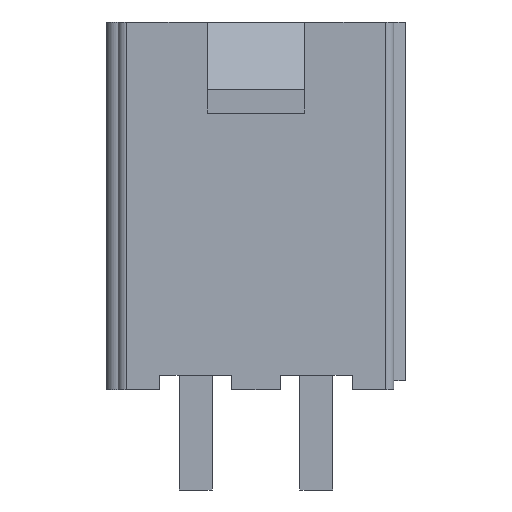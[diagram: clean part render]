
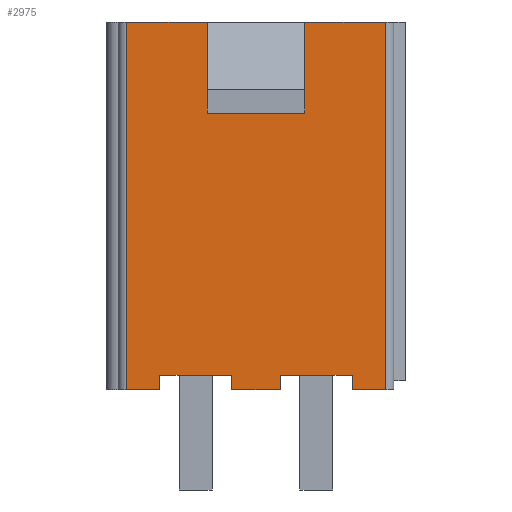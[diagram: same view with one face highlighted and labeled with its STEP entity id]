
A CAD part, front view. The second image highlights one B-rep face of the part: STEP entity #2975.
In plain terms, the highlighted planar face has unit normal (0, -1, 0).
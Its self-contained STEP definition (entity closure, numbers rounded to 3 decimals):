
#52=DIRECTION('',(0.,0.,1.));
#53=VECTOR('',#52,12.8);
#54=CARTESIAN_POINT('',(4.5,-4.8,0.));
#55=LINE('',#54,#53);
#74=DIRECTION('',(1.,0.,0.));
#75=VECTOR('',#74,1.15);
#76=CARTESIAN_POINT('',(3.35,-4.8,0.));
#77=LINE('',#76,#75);
#248=DIRECTION('',(-1.,0.,0.));
#249=VECTOR('',#248,2.5);
#250=CARTESIAN_POINT('',(3.35,-4.8,0.5));
#251=LINE('',#250,#249);
#255=DIRECTION('',(0.,0.,-1.));
#256=VECTOR('',#255,0.5);
#257=CARTESIAN_POINT('',(0.85,-4.8,0.5));
#258=LINE('',#257,#256);
#262=DIRECTION('',(-1.,0.,0.));
#263=VECTOR('',#262,2.5);
#264=CARTESIAN_POINT('',(-0.85,-4.8,0.5));
#265=LINE('',#264,#263);
#269=DIRECTION('',(0.,0.,-1.));
#270=VECTOR('',#269,0.5);
#271=CARTESIAN_POINT('',(-3.35,-4.8,0.5));
#272=LINE('',#271,#270);
#276=DIRECTION('',(1.,0.,0.));
#277=VECTOR('',#276,2.8);
#278=CARTESIAN_POINT('',(-4.5,-4.8,12.8));
#279=LINE('',#278,#277);
#283=DIRECTION('',(1.,0.,0.));
#284=VECTOR('',#283,3.4);
#285=CARTESIAN_POINT('',(-1.7,-4.8,9.75));
#286=LINE('',#285,#284);
#290=DIRECTION('',(0.,0.,1.));
#291=VECTOR('',#290,3.05);
#292=CARTESIAN_POINT('',(1.7,-4.8,9.75));
#293=LINE('',#292,#291);
#297=DIRECTION('',(1.,0.,0.));
#298=VECTOR('',#297,2.8);
#299=CARTESIAN_POINT('',(1.7,-4.8,12.8));
#300=LINE('',#299,#298);
#367=DIRECTION('',(0.,0.,-1.));
#368=VECTOR('',#367,0.5);
#369=CARTESIAN_POINT('',(3.35,-4.8,0.5));
#370=LINE('',#369,#368);
#577=DIRECTION('',(0.,0.,-1.));
#578=VECTOR('',#577,12.8);
#579=CARTESIAN_POINT('',(-4.5,-4.8,12.8));
#580=LINE('',#579,#578);
#592=DIRECTION('',(1.,0.,0.));
#593=VECTOR('',#592,1.15);
#594=CARTESIAN_POINT('',(-4.5,-4.8,0.));
#595=LINE('',#594,#593);
#725=DIRECTION('',(0.,0.,-1.));
#726=VECTOR('',#725,0.5);
#727=CARTESIAN_POINT('',(-0.85,-4.8,0.5));
#728=LINE('',#727,#726);
#739=DIRECTION('',(1.,0.,0.));
#740=VECTOR('',#739,1.7);
#741=CARTESIAN_POINT('',(-0.85,-4.8,0.));
#742=LINE('',#741,#740);
#1527=DIRECTION('',(0.,0.,1.));
#1528=VECTOR('',#1527,3.05);
#1529=CARTESIAN_POINT('',(-1.7,-4.8,9.75));
#1530=LINE('',#1529,#1528);
#2355=CARTESIAN_POINT('',(4.5,-4.8,0.));
#2356=VERTEX_POINT('',#2355);
#2357=CARTESIAN_POINT('',(4.5,-4.8,12.8));
#2358=VERTEX_POINT('',#2357);
#2359=CARTESIAN_POINT('',(0.85,-4.8,0.));
#2361=VERTEX_POINT('',#2359);
#2365=CARTESIAN_POINT('',(-0.85,-4.8,0.));
#2366=VERTEX_POINT('',#2365);
#2369=CARTESIAN_POINT('',(3.35,-4.8,0.));
#2370=VERTEX_POINT('',#2369);
#2372=CARTESIAN_POINT('',(-4.5,-4.8,0.));
#2374=VERTEX_POINT('',#2372);
#2375=CARTESIAN_POINT('',(-3.35,-4.8,0.));
#2376=VERTEX_POINT('',#2375);
#2381=CARTESIAN_POINT('',(0.85,-4.8,0.5));
#2382=VERTEX_POINT('',#2381);
#2401=CARTESIAN_POINT('',(3.35,-4.8,0.5));
#2402=VERTEX_POINT('',#2401);
#2403=CARTESIAN_POINT('',(-0.85,-4.8,0.5));
#2404=VERTEX_POINT('',#2403);
#2405=CARTESIAN_POINT('',(-3.35,-4.8,0.5));
#2406=VERTEX_POINT('',#2405);
#2407=CARTESIAN_POINT('',(-4.5,-4.8,12.8));
#2408=VERTEX_POINT('',#2407);
#2409=CARTESIAN_POINT('',(-1.7,-4.8,12.8));
#2410=VERTEX_POINT('',#2409);
#2411=CARTESIAN_POINT('',(-1.7,-4.8,9.75));
#2412=VERTEX_POINT('',#2411);
#2413=CARTESIAN_POINT('',(1.7,-4.8,9.75));
#2414=VERTEX_POINT('',#2413);
#2415=CARTESIAN_POINT('',(1.7,-4.8,12.8));
#2416=VERTEX_POINT('',#2415);
#2940=CARTESIAN_POINT('',(4.8,-4.8,0.));
#2941=DIRECTION('',(0.,-1.,0.));
#2942=DIRECTION('',(0.,0.,1.));
#2943=AXIS2_PLACEMENT_3D('',#2940,#2941,#2942);
#2944=PLANE('',#2943);
#2945=ORIENTED_EDGE('',*,*,#2781,.F.);
#2946=ORIENTED_EDGE('',*,*,#2799,.F.);
#2948=ORIENTED_EDGE('',*,*,#2947,.F.);
#2950=ORIENTED_EDGE('',*,*,#2949,.T.);
#2952=ORIENTED_EDGE('',*,*,#2951,.T.);
#2954=ORIENTED_EDGE('',*,*,#2953,.F.);
#2956=ORIENTED_EDGE('',*,*,#2955,.F.);
#2958=ORIENTED_EDGE('',*,*,#2957,.T.);
#2960=ORIENTED_EDGE('',*,*,#2959,.T.);
#2962=ORIENTED_EDGE('',*,*,#2961,.F.);
#2964=ORIENTED_EDGE('',*,*,#2963,.F.);
#2965=ORIENTED_EDGE('',*,*,#2863,.T.);
#2967=ORIENTED_EDGE('',*,*,#2966,.F.);
#2969=ORIENTED_EDGE('',*,*,#2968,.T.);
#2971=ORIENTED_EDGE('',*,*,#2970,.T.);
#2972=ORIENTED_EDGE('',*,*,#2859,.T.);
#2973=EDGE_LOOP('',(#2945,#2946,#2948,#2950,#2952,#2954,#2956,#2958,#2960,#2962,
#2964,#2965,#2967,#2969,#2971,#2972));
#2974=FACE_OUTER_BOUND('',#2973,.F.);
#2975=ADVANCED_FACE('',(#2974),#2944,.T.);
#2781=EDGE_CURVE('',#2356,#2358,#55,.T.);
#2799=EDGE_CURVE('',#2370,#2356,#77,.T.);
#2859=EDGE_CURVE('',#2416,#2358,#300,.T.);
#2863=EDGE_CURVE('',#2408,#2410,#279,.T.);
#2947=EDGE_CURVE('',#2402,#2370,#370,.T.);
#2949=EDGE_CURVE('',#2402,#2382,#251,.T.);
#2951=EDGE_CURVE('',#2382,#2361,#258,.T.);
#2953=EDGE_CURVE('',#2366,#2361,#742,.T.);
#2955=EDGE_CURVE('',#2404,#2366,#728,.T.);
#2957=EDGE_CURVE('',#2404,#2406,#265,.T.);
#2959=EDGE_CURVE('',#2406,#2376,#272,.T.);
#2961=EDGE_CURVE('',#2374,#2376,#595,.T.);
#2963=EDGE_CURVE('',#2408,#2374,#580,.T.);
#2966=EDGE_CURVE('',#2412,#2410,#1530,.T.);
#2968=EDGE_CURVE('',#2412,#2414,#286,.T.);
#2970=EDGE_CURVE('',#2414,#2416,#293,.T.);
